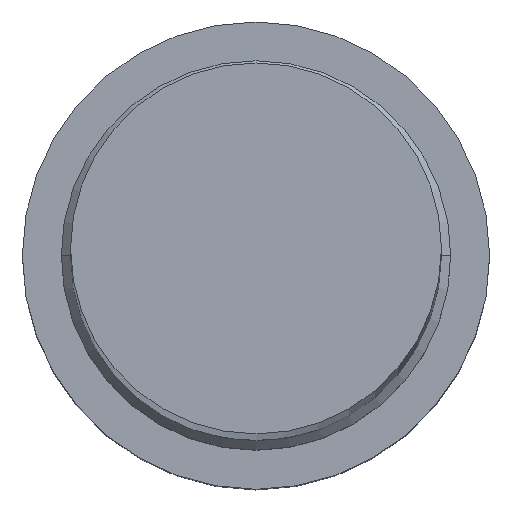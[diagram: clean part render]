
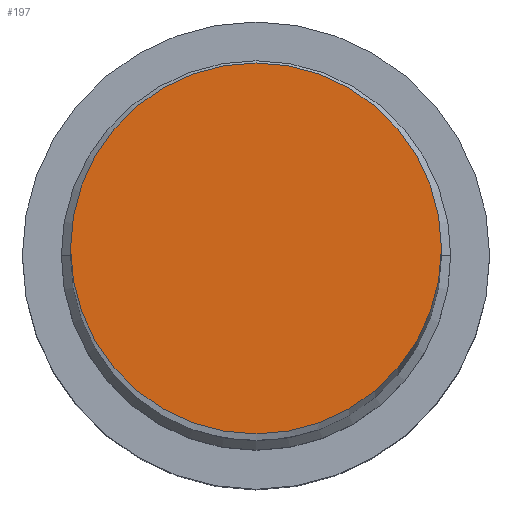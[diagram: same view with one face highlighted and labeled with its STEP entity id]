
A CAD part, top view. The second image highlights one B-rep face of the part: STEP entity #197.
In plain terms, the highlighted planar face has unit normal (0, 0, 1).
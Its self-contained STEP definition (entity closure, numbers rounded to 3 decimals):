
#25 = FACE_OUTER_BOUND ( 'NONE', #298, .T. ) ;
#27 = ORIENTED_EDGE ( 'NONE', *, *, #174, .T. ) ;
#53 = DIRECTION ( 'NONE',  ( 1., 0., 0. ) ) ;
#78 = DIRECTION ( 'NONE',  ( 1., 0., 0. ) ) ;
#110 = CARTESIAN_POINT ( 'NONE',  ( 0., 0., 0. ) ) ;
#162 = DIRECTION ( 'NONE',  ( -1., 0., 0. ) ) ;
#164 = CARTESIAN_POINT ( 'NONE',  ( -4.763, 0., 0. ) ) ;
#174 = EDGE_CURVE ( 'NONE', #580, #494, #712, .T. ) ;
#197 = ADVANCED_FACE ( 'NONE', ( #25 ), #452, .F. ) ;
#227 = AXIS2_PLACEMENT_3D ( 'NONE', #110, #516, #162 ) ;
#237 = CARTESIAN_POINT ( 'NONE',  ( 0., 0., 0. ) ) ;
#298 = EDGE_LOOP ( 'NONE', ( #480, #27 ) ) ;
#322 = EDGE_CURVE ( 'NONE', #494, #580, #680, .T. ) ;
#412 = AXIS2_PLACEMENT_3D ( 'NONE', #564, #623, #53 ) ;
#452 = PLANE ( 'NONE',  #227 ) ;
#480 = ORIENTED_EDGE ( 'NONE', *, *, #322, .T. ) ;
#494 = VERTEX_POINT ( 'NONE', #498 ) ;
#498 = CARTESIAN_POINT ( 'NONE',  ( 4.763, 0., 0. ) ) ;
#516 = DIRECTION ( 'NONE',  ( 0., 0., -1. ) ) ;
#564 = CARTESIAN_POINT ( 'NONE',  ( 0., 0., 0. ) ) ;
#580 = VERTEX_POINT ( 'NONE', #164 ) ;
#616 = AXIS2_PLACEMENT_3D ( 'NONE', #237, #660, #78 ) ;
#623 = DIRECTION ( 'NONE',  ( 0., 0., 1. ) ) ;
#660 = DIRECTION ( 'NONE',  ( 0., 0., 1. ) ) ;
#680 = CIRCLE ( 'NONE', #616, 4.763 ) ;
#712 = CIRCLE ( 'NONE', #412, 4.763 ) ;
